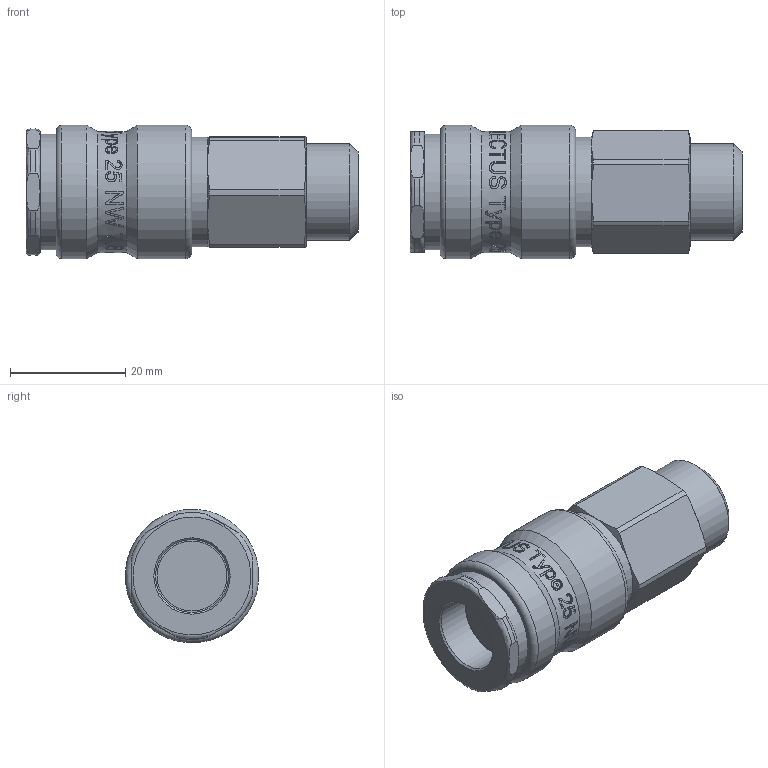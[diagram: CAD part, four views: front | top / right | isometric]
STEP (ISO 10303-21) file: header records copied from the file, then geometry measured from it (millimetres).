
FILE_DESCRIPTION(/* description */ (''),/* implementation_level */ '2;1');
FILE_NAME(/* name */ '25kaaw17bpn0.stp',/* time_stamp */ '2019-08-07T13:47:07+02:00',/* author */ ('IA176480'),/* organization */ (''),/* preprocessor_version */ 'ST-DEVELOPER v16.5',/* originating_system */ 'Autodesk Inventor 2017',/* authorisation */ '');
FILE_SCHEMA (('AUTOMOTIVE_DESIGN { 1 0 10303 214 3 1 1 }'));
Products named in the file (1): 25KAAW17BPN0
Bounding box: 57.5 x 23.09 x 23.09 mm (x, y, z)
Volume: 16985 mm3; surface area: 8039.2 mm2
Topology: 2 solids, 3 shells, 691 faces, 1848 edges, 1225 vertices
Faces by surface type: bspline 349, plane 231, cylinder 85, cone 21, torus 5
Full cylindrical faces by diameter (mm): 12.1 x1, 12.6 x1, 15.242 x1, 15.3 x1, 16 x2, 16.662 x1, 17.25 x1, 18.95 x1, 19.35 x1, 20 x1, 20.05 x1, 21 x1, 23.15 x2
Entity records: 98925 total; most frequent: CARTESIAN_POINT 82950, ORIENTED_EDGE 3606, DIRECTION 2309, EDGE_CURVE 1803, VERTEX_POINT 1216, EDGE_LOOP 793, LINE 775, VECTOR 775
